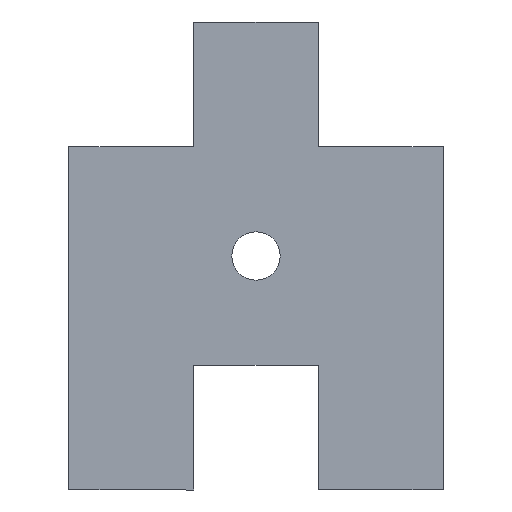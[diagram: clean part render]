
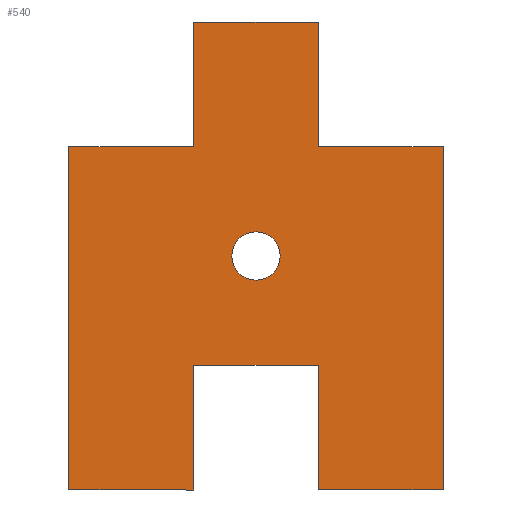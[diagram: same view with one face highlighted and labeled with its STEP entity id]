
A CAD part, front view. The second image highlights one B-rep face of the part: STEP entity #540.
In plain terms, the highlighted planar face has unit normal (0, -1, 0).
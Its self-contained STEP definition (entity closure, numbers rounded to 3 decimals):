
#1 = VECTOR ( 'NONE', #331, 1000. ) ;
#2 = DIRECTION ( 'NONE',  ( -1., 0., 0. ) ) ;
#4 = DIRECTION ( 'NONE',  ( 0., 0., 1. ) ) ;
#15 = VERTEX_POINT ( 'NONE', #432 ) ;
#22 = CARTESIAN_POINT ( 'NONE',  ( -4., 0., -15. ) ) ;
#26 = VERTEX_POINT ( 'NONE', #229 ) ;
#31 = DIRECTION ( 'NONE',  ( 0., 1., 0. ) ) ;
#36 = CARTESIAN_POINT ( 'NONE',  ( 0., 0., -1.55 ) ) ;
#39 = VERTEX_POINT ( 'NONE', #59 ) ;
#40 = CARTESIAN_POINT ( 'NONE',  ( -12., 0., -15. ) ) ;
#41 = EDGE_LOOP ( 'NONE', ( #340, #163 ) ) ;
#43 = CARTESIAN_POINT ( 'NONE',  ( -12., 0., 7. ) ) ;
#44 = VERTEX_POINT ( 'NONE', #57 ) ;
#57 = CARTESIAN_POINT ( 'NONE',  ( 4., 0., 7. ) ) ;
#59 = CARTESIAN_POINT ( 'NONE',  ( 0., 0., 1.55 ) ) ;
#64 = CARTESIAN_POINT ( 'NONE',  ( -12., 0., -15. ) ) ;
#67 = ORIENTED_EDGE ( 'NONE', *, *, #263, .T. ) ;
#71 = VECTOR ( 'NONE', #179, 1000. ) ;
#75 = CARTESIAN_POINT ( 'NONE',  ( -4., 0., 7. ) ) ;
#76 = DIRECTION ( 'NONE',  ( 0., 0., 1. ) ) ;
#82 = VERTEX_POINT ( 'NONE', #350 ) ;
#83 = CARTESIAN_POINT ( 'NONE',  ( 0., 0., 0. ) ) ;
#84 = LINE ( 'NONE', #88, #499 ) ;
#87 = AXIS2_PLACEMENT_3D ( 'NONE', #83, #383, #4 ) ;
#88 = CARTESIAN_POINT ( 'NONE',  ( 4., 0., -15. ) ) ;
#91 = CARTESIAN_POINT ( 'NONE',  ( 12., 0., -15. ) ) ;
#106 = EDGE_CURVE ( 'NONE', #200, #15, #395, .T. ) ;
#108 = VECTOR ( 'NONE', #156, 1000. ) ;
#115 = VERTEX_POINT ( 'NONE', #180 ) ;
#135 = EDGE_CURVE ( 'NONE', #44, #146, #482, .T. ) ;
#139 = VECTOR ( 'NONE', #166, 1000. ) ;
#140 = VECTOR ( 'NONE', #269, 1000. ) ;
#143 = ORIENTED_EDGE ( 'NONE', *, *, #106, .F. ) ;
#144 = EDGE_CURVE ( 'NONE', #200, #44, #307, .T. ) ;
#146 = VERTEX_POINT ( 'NONE', #438 ) ;
#150 = CARTESIAN_POINT ( 'NONE',  ( -12., 0., -15. ) ) ;
#156 = DIRECTION ( 'NONE',  ( 0., 0., -1. ) ) ;
#163 = ORIENTED_EDGE ( 'NONE', *, *, #196, .T. ) ;
#166 = DIRECTION ( 'NONE',  ( -1., 0., 0. ) ) ;
#167 = VECTOR ( 'NONE', #171, 1000. ) ;
#171 = DIRECTION ( 'NONE',  ( 1., 0., 0. ) ) ;
#177 = ORIENTED_EDGE ( 'NONE', *, *, #362, .F. ) ;
#179 = DIRECTION ( 'NONE',  ( 0., 0., -1. ) ) ;
#180 = CARTESIAN_POINT ( 'NONE',  ( -4., 0., -7. ) ) ;
#186 = DIRECTION ( 'NONE',  ( 0., 0., 1. ) ) ;
#190 = LINE ( 'NONE', #22, #305 ) ;
#193 = VERTEX_POINT ( 'NONE', #202 ) ;
#196 = EDGE_CURVE ( 'NONE', #366, #39, #421, .T. ) ;
#200 = VERTEX_POINT ( 'NONE', #241 ) ;
#202 = CARTESIAN_POINT ( 'NONE',  ( -4., 0., 15. ) ) ;
#204 = LINE ( 'NONE', #315, #140 ) ;
#208 = LINE ( 'NONE', #43, #517 ) ;
#212 = LINE ( 'NONE', #40, #139 ) ;
#213 = ORIENTED_EDGE ( 'NONE', *, *, #144, .T. ) ;
#215 = EDGE_CURVE ( 'NONE', #467, #393, #492, .T. ) ;
#216 = DIRECTION ( 'NONE',  ( -1., 0., 0. ) ) ;
#219 = CIRCLE ( 'NONE', #254, 1.55 ) ;
#221 = VERTEX_POINT ( 'NONE', #494 ) ;
#222 = CARTESIAN_POINT ( 'NONE',  ( 4., 0., 7. ) ) ;
#229 = CARTESIAN_POINT ( 'NONE',  ( -4., 0., -15. ) ) ;
#238 = DIRECTION ( 'NONE',  ( 0., 0., 1. ) ) ;
#241 = CARTESIAN_POINT ( 'NONE',  ( 12., 0., 7. ) ) ;
#252 = ORIENTED_EDGE ( 'NONE', *, *, #471, .T. ) ;
#253 = VECTOR ( 'NONE', #216, 1000. ) ;
#254 = AXIS2_PLACEMENT_3D ( 'NONE', #369, #360, #76 ) ;
#258 = FACE_BOUND ( 'NONE', #41, .T. ) ;
#263 = EDGE_CURVE ( 'NONE', #193, #329, #512, .T. ) ;
#269 = DIRECTION ( 'NONE',  ( -1., 0., 0. ) ) ;
#270 = CARTESIAN_POINT ( 'NONE',  ( 4., 0., 7. ) ) ;
#273 = AXIS2_PLACEMENT_3D ( 'NONE', #531, #31, #410 ) ;
#294 = LINE ( 'NONE', #506, #1 ) ;
#297 = EDGE_LOOP ( 'NONE', ( #404, #252, #511, #441, #310, #143, #213, #437, #177, #67, #483, #358 ) ) ;
#305 = VECTOR ( 'NONE', #355, 1000. ) ;
#307 = LINE ( 'NONE', #270, #253 ) ;
#310 = ORIENTED_EDGE ( 'NONE', *, *, #346, .F. ) ;
#315 = CARTESIAN_POINT ( 'NONE',  ( -12., 0., -15. ) ) ;
#328 = EDGE_CURVE ( 'NONE', #82, #221, #84, .T. ) ;
#329 = VERTEX_POINT ( 'NONE', #75 ) ;
#331 = DIRECTION ( 'NONE',  ( 1., 0., 0. ) ) ;
#338 = FACE_OUTER_BOUND ( 'NONE', #297, .T. ) ;
#340 = ORIENTED_EDGE ( 'NONE', *, *, #489, .T. ) ;
#346 = EDGE_CURVE ( 'NONE', #15, #221, #212, .T. ) ;
#350 = CARTESIAN_POINT ( 'NONE',  ( 4., 0., -7. ) ) ;
#352 = EDGE_CURVE ( 'NONE', #329, #393, #208, .T. ) ;
#355 = DIRECTION ( 'NONE',  ( 0., 0., 1. ) ) ;
#358 = ORIENTED_EDGE ( 'NONE', *, *, #215, .F. ) ;
#359 = VECTOR ( 'NONE', #238, 1000. ) ;
#360 = DIRECTION ( 'NONE',  ( 0., 1., 0. ) ) ;
#362 = EDGE_CURVE ( 'NONE', #193, #146, #456, .T. ) ;
#366 = VERTEX_POINT ( 'NONE', #36 ) ;
#369 = CARTESIAN_POINT ( 'NONE',  ( 0., 0., 0. ) ) ;
#372 = CARTESIAN_POINT ( 'NONE',  ( -12., 0., 7. ) ) ;
#383 = DIRECTION ( 'NONE',  ( 0., 1., 0. ) ) ;
#393 = VERTEX_POINT ( 'NONE', #372 ) ;
#395 = LINE ( 'NONE', #91, #71 ) ;
#404 = ORIENTED_EDGE ( 'NONE', *, *, #478, .F. ) ;
#409 = EDGE_CURVE ( 'NONE', #115, #82, #294, .T. ) ;
#410 = DIRECTION ( 'NONE',  ( 0., 0., 1. ) ) ;
#417 = DIRECTION ( 'NONE',  ( 0., 0., -1. ) ) ;
#421 = CIRCLE ( 'NONE', #273, 1.55 ) ;
#432 = CARTESIAN_POINT ( 'NONE',  ( 12., 0., -15. ) ) ;
#437 = ORIENTED_EDGE ( 'NONE', *, *, #135, .T. ) ;
#438 = CARTESIAN_POINT ( 'NONE',  ( 4., 0., 15. ) ) ;
#441 = ORIENTED_EDGE ( 'NONE', *, *, #328, .T. ) ;
#456 = LINE ( 'NONE', #498, #167 ) ;
#464 = PLANE ( 'NONE',  #87 ) ;
#467 = VERTEX_POINT ( 'NONE', #150 ) ;
#471 = EDGE_CURVE ( 'NONE', #26, #115, #190, .T. ) ;
#478 = EDGE_CURVE ( 'NONE', #26, #467, #204, .T. ) ;
#482 = LINE ( 'NONE', #222, #507 ) ;
#483 = ORIENTED_EDGE ( 'NONE', *, *, #352, .T. ) ;
#484 = CARTESIAN_POINT ( 'NONE',  ( -4., 0., 7. ) ) ;
#489 = EDGE_CURVE ( 'NONE', #39, #366, #219, .T. ) ;
#492 = LINE ( 'NONE', #64, #359 ) ;
#494 = CARTESIAN_POINT ( 'NONE',  ( 4., 0., -15. ) ) ;
#498 = CARTESIAN_POINT ( 'NONE',  ( -12., 0., 15. ) ) ;
#499 = VECTOR ( 'NONE', #417, 1000. ) ;
#506 = CARTESIAN_POINT ( 'NONE',  ( -4., 0., -7. ) ) ;
#507 = VECTOR ( 'NONE', #186, 1000. ) ;
#511 = ORIENTED_EDGE ( 'NONE', *, *, #409, .T. ) ;
#512 = LINE ( 'NONE', #484, #108 ) ;
#517 = VECTOR ( 'NONE', #2, 1000. ) ;
#531 = CARTESIAN_POINT ( 'NONE',  ( 0., 0., 0. ) ) ;
#540 = ADVANCED_FACE ( 'NONE', ( #258, #338 ), #464, .F. ) ;
